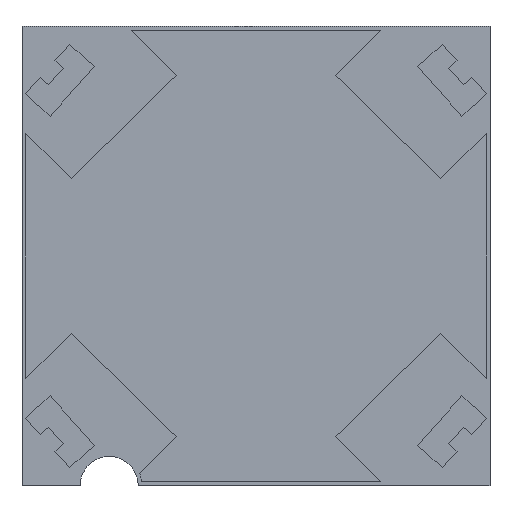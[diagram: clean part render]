
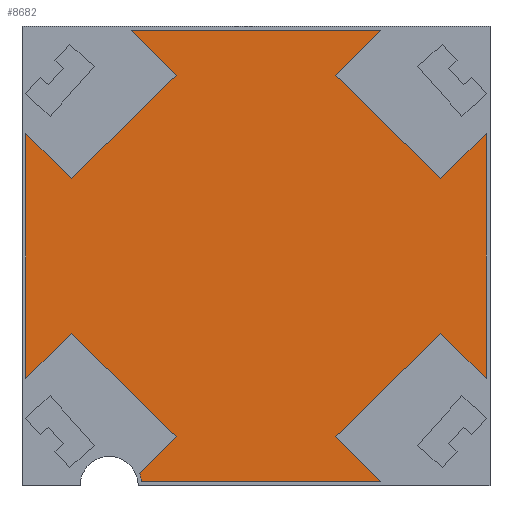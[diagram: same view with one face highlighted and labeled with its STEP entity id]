
A CAD part, front view. The second image highlights one B-rep face of the part: STEP entity #8682.
In plain terms, the highlighted planar face has unit normal (0, -1, 0).
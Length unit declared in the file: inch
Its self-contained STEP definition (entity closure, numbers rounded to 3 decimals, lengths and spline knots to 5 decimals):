
#64 = LINE ( 'NONE', #21274, #10411 ) ;
#79 = ORIENTED_EDGE ( 'NONE', *, *, #8524, .F. ) ;
#314 = CARTESIAN_POINT ( 'NONE',  ( -0.24993, 0., -0.10505 ) ) ;
#510 = LINE ( 'NONE', #6075, #17078 ) ;
#585 = VECTOR ( 'NONE', #8402, 39.37008 ) ;
#780 = LINE ( 'NONE', #7834, #14081 ) ;
#840 = CARTESIAN_POINT ( 'NONE',  ( -0.15479, 0., -0.306 ) ) ;
#923 = VERTEX_POINT ( 'NONE', #7149 ) ;
#975 = VERTEX_POINT ( 'NONE', #14117 ) ;
#1181 = VECTOR ( 'NONE', #10365, 39.37008 ) ;
#1276 = LINE ( 'NONE', #18995, #3372 ) ;
#1421 = VERTEX_POINT ( 'NONE', #14283 ) ;
#1509 = VERTEX_POINT ( 'NONE', #13230 ) ;
#1959 = VERTEX_POINT ( 'NONE', #4682 ) ;
#2048 = DIRECTION ( 'NONE',  ( 1., 0., 0. ) ) ;
#3007 = CARTESIAN_POINT ( 'NONE',  ( -0.16919, 0., 0.306 ) ) ;
#3087 = CARTESIAN_POINT ( 'NONE',  ( 0.16919, 0., -0.306 ) ) ;
#3247 = CARTESIAN_POINT ( 'NONE',  ( -0.10711, 0., 0.24512 ) ) ;
#3293 = CARTESIAN_POINT ( 'NONE',  ( -0.312, 0., -0.16593 ) ) ;
#3321 = DIRECTION ( 'NONE',  ( 0.714, 0., -0.7 ) ) ;
#3331 = DIRECTION ( 'NONE',  ( 0.714, 0., -0.7 ) ) ;
#3372 = VECTOR ( 'NONE', #8222, 39.37008 ) ;
#3542 = CARTESIAN_POINT ( 'NONE',  ( -0.19886, 0., -0.311 ) ) ;
#3661 = DIRECTION ( 'NONE',  ( 0., 0., -1. ) ) ;
#3721 = ORIENTED_EDGE ( 'NONE', *, *, #19207, .F. ) ;
#3729 = VECTOR ( 'NONE', #6828, 39.37008 ) ;
#3829 = EDGE_CURVE ( 'NONE', #7721, #16300, #17248, .T. ) ;
#3849 = VECTOR ( 'NONE', #16404, 39.37008 ) ;
#3858 = VERTEX_POINT ( 'NONE', #16193 ) ;
#4167 = EDGE_LOOP ( 'NONE', ( #12078, #18692, #14368, #22582, #12409, #17865, #14850, #20869, #13163, #15172, #79, #10417, #22126, #5880, #8001, #3721, #7303 ) ) ;
#4204 = EDGE_CURVE ( 'NONE', #18246, #20835, #5587, .T. ) ;
#4682 = CARTESIAN_POINT ( 'NONE',  ( -0.10711, 0., -0.24512 ) ) ;
#4871 = EDGE_CURVE ( 'NONE', #13191, #1421, #21160, .T. ) ;
#5391 = DIRECTION ( 'NONE',  ( -0.714, 0., 0.7 ) ) ;
#5587 = LINE ( 'NONE', #16624, #13793 ) ;
#5880 = ORIENTED_EDGE ( 'NONE', *, *, #15951, .F. ) ;
#6068 = VECTOR ( 'NONE', #12145, 39.37008 ) ;
#6075 = CARTESIAN_POINT ( 'NONE',  ( 0.16919, 0., 0.306 ) ) ;
#6127 = CARTESIAN_POINT ( 'NONE',  ( 0.10711, 0., 0.24512 ) ) ;
#6267 = CARTESIAN_POINT ( 'NONE',  ( 0.312, 0., 0.16593 ) ) ;
#6813 = CARTESIAN_POINT ( 'NONE',  ( -0.10711, 0., -0.24512 ) ) ;
#6828 = DIRECTION ( 'NONE',  ( 0.714, 0., 0.7 ) ) ;
#6867 = VERTEX_POINT ( 'NONE', #7717 ) ;
#6940 = LINE ( 'NONE', #21056, #3729 ) ;
#7149 = CARTESIAN_POINT ( 'NONE',  ( 0.24993, 0., -0.10505 ) ) ;
#7243 = PLANE ( 'NONE',  #16670 ) ;
#7303 = ORIENTED_EDGE ( 'NONE', *, *, #4871, .F. ) ;
#7717 = CARTESIAN_POINT ( 'NONE',  ( 0.24993, 0., 0.10505 ) ) ;
#7721 = VERTEX_POINT ( 'NONE', #16187 ) ;
#7834 = CARTESIAN_POINT ( 'NONE',  ( 0.312, 0., -0.311 ) ) ;
#8001 = ORIENTED_EDGE ( 'NONE', *, *, #22077, .F. ) ;
#8222 = DIRECTION ( 'NONE',  ( 0.714, 0., 0.7 ) ) ;
#8384 = EDGE_CURVE ( 'NONE', #6867, #11481, #1276, .T. ) ;
#8402 = DIRECTION ( 'NONE',  ( -0.714, 0., -0.7 ) ) ;
#8524 = EDGE_CURVE ( 'NONE', #3858, #15159, #6940, .T. ) ;
#8534 = EDGE_CURVE ( 'NONE', #19630, #6867, #21173, .T. ) ;
#8626 = LINE ( 'NONE', #11870, #1181 ) ;
#8667 = LINE ( 'NONE', #6813, #6068 ) ;
#8682 = ADVANCED_FACE ( 'NONE', ( #17581 ), #7243, .F. ) ;
#8925 = CARTESIAN_POINT ( 'NONE',  ( -0.312, 0., 0.16593 ) ) ;
#8970 = EDGE_CURVE ( 'NONE', #11481, #10032, #780, .T. ) ;
#9906 = EDGE_CURVE ( 'NONE', #10032, #923, #21038, .T. ) ;
#9938 = EDGE_CURVE ( 'NONE', #12142, #1509, #64, .T. ) ;
#10032 = VERTEX_POINT ( 'NONE', #19172 ) ;
#10365 = DIRECTION ( 'NONE',  ( 0.714, 0., 0.7 ) ) ;
#10411 = VECTOR ( 'NONE', #2048, 39.37008 ) ;
#10417 = ORIENTED_EDGE ( 'NONE', *, *, #12424, .F. ) ;
#10577 = VECTOR ( 'NONE', #3321, 39.37008 ) ;
#10601 = CARTESIAN_POINT ( 'NONE',  ( 0.24993, 0., -0.10505 ) ) ;
#10715 = DIRECTION ( 'NONE',  ( 0., 1., 0. ) ) ;
#10944 = EDGE_CURVE ( 'NONE', #15159, #12142, #19836, .T. ) ;
#10956 = CARTESIAN_POINT ( 'NONE',  ( -0.19886, 0., -0.311 ) ) ;
#11048 = CARTESIAN_POINT ( 'NONE',  ( -0.10711, 0., 0.24512 ) ) ;
#11481 = VERTEX_POINT ( 'NONE', #6267 ) ;
#11511 = VECTOR ( 'NONE', #15761, 39.37008 ) ;
#11870 = CARTESIAN_POINT ( 'NONE',  ( -0.15762, 0., -0.29466 ) ) ;
#12078 = ORIENTED_EDGE ( 'NONE', *, *, #14922, .F. ) ;
#12142 = VERTEX_POINT ( 'NONE', #3007 ) ;
#12145 = DIRECTION ( 'NONE',  ( -0.714, 0., 0.7 ) ) ;
#12263 = VECTOR ( 'NONE', #5391, 39.37008 ) ;
#12295 = AXIS2_PLACEMENT_3D ( 'NONE', #10956, #17912, #3661 ) ;
#12400 = EDGE_CURVE ( 'NONE', #923, #7721, #19394, .T. ) ;
#12409 = ORIENTED_EDGE ( 'NONE', *, *, #8970, .F. ) ;
#12424 = EDGE_CURVE ( 'NONE', #20835, #3858, #15947, .T. ) ;
#13163 = ORIENTED_EDGE ( 'NONE', *, *, #9938, .F. ) ;
#13191 = VERTEX_POINT ( 'NONE', #840 ) ;
#13230 = CARTESIAN_POINT ( 'NONE',  ( 0.16919, 0., 0.306 ) ) ;
#13702 = DIRECTION ( 'NONE',  ( 0., 0., 1. ) ) ;
#13793 = VECTOR ( 'NONE', #13702, 39.37008 ) ;
#14081 = VECTOR ( 'NONE', #14928, 39.37008 ) ;
#14117 = CARTESIAN_POINT ( 'NONE',  ( -0.24993, 0., -0.10505 ) ) ;
#14283 = CARTESIAN_POINT ( 'NONE',  ( -0.15762, 0., -0.29466 ) ) ;
#14368 = ORIENTED_EDGE ( 'NONE', *, *, #12400, .F. ) ;
#14378 = VECTOR ( 'NONE', #19878, 39.37008 ) ;
#14450 = CARTESIAN_POINT ( 'NONE',  ( 0.312, 0., -0.16593 ) ) ;
#14850 = ORIENTED_EDGE ( 'NONE', *, *, #8534, .F. ) ;
#14922 = EDGE_CURVE ( 'NONE', #16300, #13191, #15607, .T. ) ;
#14928 = DIRECTION ( 'NONE',  ( 0., 0., -1. ) ) ;
#15159 = VERTEX_POINT ( 'NONE', #3247 ) ;
#15172 = ORIENTED_EDGE ( 'NONE', *, *, #10944, .F. ) ;
#15607 = LINE ( 'NONE', #22868, #17637 ) ;
#15761 = DIRECTION ( 'NONE',  ( 0.714, 0., -0.7 ) ) ;
#15845 = DIRECTION ( 'NONE',  ( 0., 0., 1. ) ) ;
#15947 = LINE ( 'NONE', #20794, #10577 ) ;
#15951 = EDGE_CURVE ( 'NONE', #975, #18246, #16228, .T. ) ;
#16187 = CARTESIAN_POINT ( 'NONE',  ( 0.10711, 0., -0.24512 ) ) ;
#16193 = CARTESIAN_POINT ( 'NONE',  ( -0.24993, 0., 0.10505 ) ) ;
#16228 = LINE ( 'NONE', #314, #14378 ) ;
#16300 = VERTEX_POINT ( 'NONE', #3087 ) ;
#16328 = VECTOR ( 'NONE', #3331, 39.37008 ) ;
#16404 = DIRECTION ( 'NONE',  ( -0.714, 0., 0.7 ) ) ;
#16624 = CARTESIAN_POINT ( 'NONE',  ( -0.312, 0., -0.311 ) ) ;
#16670 = AXIS2_PLACEMENT_3D ( 'NONE', #3542, #10715, #15845 ) ;
#16754 = DIRECTION ( 'NONE',  ( -0.714, 0., -0.7 ) ) ;
#17078 = VECTOR ( 'NONE', #16754, 39.37008 ) ;
#17236 = DIRECTION ( 'NONE',  ( -1., 0., 0. ) ) ;
#17248 = LINE ( 'NONE', #19193, #16328 ) ;
#17581 = FACE_OUTER_BOUND ( 'NONE', #4167, .T. ) ;
#17637 = VECTOR ( 'NONE', #17236, 39.37008 ) ;
#17865 = ORIENTED_EDGE ( 'NONE', *, *, #8384, .F. ) ;
#17912 = DIRECTION ( 'NONE',  ( 0., -1., 0. ) ) ;
#18091 = EDGE_CURVE ( 'NONE', #1509, #19630, #510, .T. ) ;
#18246 = VERTEX_POINT ( 'NONE', #3293 ) ;
#18692 = ORIENTED_EDGE ( 'NONE', *, *, #3829, .F. ) ;
#18995 = CARTESIAN_POINT ( 'NONE',  ( 0.24993, 0., 0.10505 ) ) ;
#19172 = CARTESIAN_POINT ( 'NONE',  ( 0.312, 0., -0.16593 ) ) ;
#19193 = CARTESIAN_POINT ( 'NONE',  ( 0.10711, 0., -0.24512 ) ) ;
#19207 = EDGE_CURVE ( 'NONE', #1421, #1959, #8626, .T. ) ;
#19394 = LINE ( 'NONE', #10601, #585 ) ;
#19630 = VERTEX_POINT ( 'NONE', #6127 ) ;
#19836 = LINE ( 'NONE', #11048, #3849 ) ;
#19878 = DIRECTION ( 'NONE',  ( -0.714, 0., -0.7 ) ) ;
#20794 = CARTESIAN_POINT ( 'NONE',  ( -0.312, 0., 0.16593 ) ) ;
#20835 = VERTEX_POINT ( 'NONE', #8925 ) ;
#20869 = ORIENTED_EDGE ( 'NONE', *, *, #18091, .F. ) ;
#21038 = LINE ( 'NONE', #14450, #12263 ) ;
#21056 = CARTESIAN_POINT ( 'NONE',  ( -0.24993, 0., 0.10505 ) ) ;
#21160 = CIRCLE ( 'NONE', #12295, 0.04435 ) ;
#21173 = LINE ( 'NONE', #21403, #11511 ) ;
#21274 = CARTESIAN_POINT ( 'NONE',  ( -0.19886, 0., 0.306 ) ) ;
#21403 = CARTESIAN_POINT ( 'NONE',  ( 0.10711, 0., 0.24512 ) ) ;
#22077 = EDGE_CURVE ( 'NONE', #1959, #975, #8667, .T. ) ;
#22126 = ORIENTED_EDGE ( 'NONE', *, *, #4204, .F. ) ;
#22582 = ORIENTED_EDGE ( 'NONE', *, *, #9906, .F. ) ;
#22868 = CARTESIAN_POINT ( 'NONE',  ( -0.19886, 0., -0.306 ) ) ;
